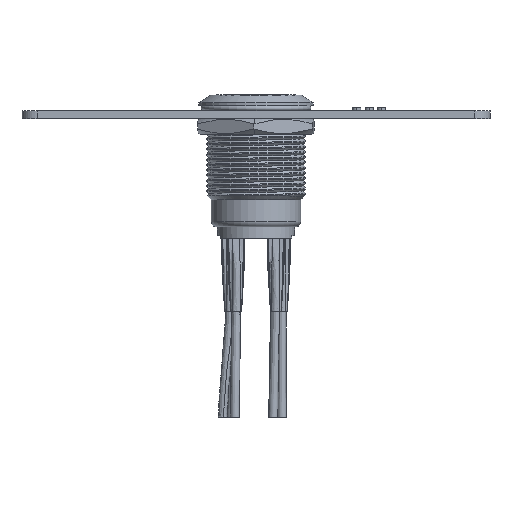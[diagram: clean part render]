
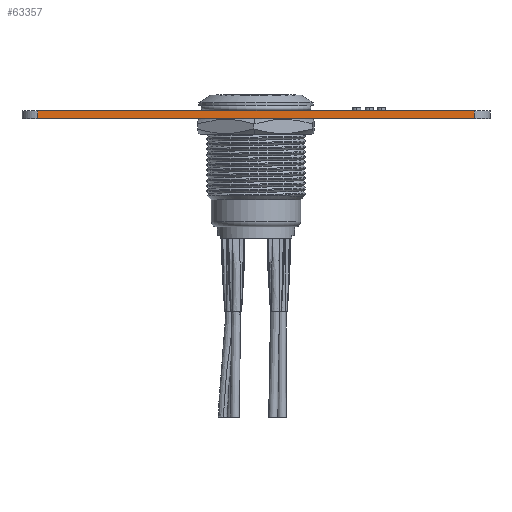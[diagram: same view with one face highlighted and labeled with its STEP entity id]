
A CAD part, left-side view. The second image highlights one B-rep face of the part: STEP entity #63357.
In plain terms, the highlighted planar face has unit normal (-1, 0, 0).
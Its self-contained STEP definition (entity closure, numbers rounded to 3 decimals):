
#1078 = ORIENTED_EDGE ( 'NONE', *, *, #64108, .F. ) ;
#4945 = PLANE ( 'NONE',  #20668 ) ;
#5383 = LINE ( 'NONE', #11578, #24789 ) ;
#5612 = CARTESIAN_POINT ( 'NONE',  ( -17.3, -41.8, 1.5 ) ) ;
#6950 = LINE ( 'NONE', #46641, #59485 ) ;
#8033 = VECTOR ( 'NONE', #57788, 1000. ) ;
#8922 = LINE ( 'NONE', #48605, #62475 ) ;
#10192 = DIRECTION ( 'NONE',  ( 0., 0., -1. ) ) ;
#11578 = CARTESIAN_POINT ( 'NONE',  ( -17.3, 41.8, 1.5 ) ) ;
#13584 = EDGE_LOOP ( 'NONE', ( #50858, #49815, #1078, #60472 ) ) ;
#15870 = DIRECTION ( 'NONE',  ( 0., 0., -1. ) ) ;
#16713 = VERTEX_POINT ( 'NONE', #5612 ) ;
#18386 = CARTESIAN_POINT ( 'NONE',  ( -17.3, 44.8, 0. ) ) ;
#20264 = CARTESIAN_POINT ( 'NONE',  ( -17.3, 41.8, 0. ) ) ;
#20668 = AXIS2_PLACEMENT_3D ( 'NONE', #30523, #34461, #10192 ) ;
#24789 = VECTOR ( 'NONE', #15870, 1000. ) ;
#26415 = VERTEX_POINT ( 'NONE', #31469 ) ;
#27583 = DIRECTION ( 'NONE',  ( 0., -1., 0. ) ) ;
#28120 = VERTEX_POINT ( 'NONE', #20264 ) ;
#29734 = EDGE_CURVE ( 'NONE', #28120, #26415, #58771, .T. ) ;
#30523 = CARTESIAN_POINT ( 'NONE',  ( -17.3, 44.8, 1.5 ) ) ;
#31469 = CARTESIAN_POINT ( 'NONE',  ( -17.3, -41.8, 0. ) ) ;
#33498 = DIRECTION ( 'NONE',  ( 0., 0., 1. ) ) ;
#34461 = DIRECTION ( 'NONE',  ( 1., 0., 0. ) ) ;
#36961 = EDGE_CURVE ( 'NONE', #26415, #16713, #8922, .T. ) ;
#37401 = EDGE_CURVE ( 'NONE', #62843, #28120, #5383, .T. ) ;
#40374 = FACE_OUTER_BOUND ( 'NONE', #13584, .T. ) ;
#46641 = CARTESIAN_POINT ( 'NONE',  ( -17.3, 44.8, 1.5 ) ) ;
#48605 = CARTESIAN_POINT ( 'NONE',  ( -17.3, -41.8, 1.5 ) ) ;
#49815 = ORIENTED_EDGE ( 'NONE', *, *, #36961, .T. ) ;
#50858 = ORIENTED_EDGE ( 'NONE', *, *, #29734, .T. ) ;
#57788 = DIRECTION ( 'NONE',  ( 0., -1., 0. ) ) ;
#58771 = LINE ( 'NONE', #18386, #8033 ) ;
#59485 = VECTOR ( 'NONE', #27583, 1000. ) ;
#60472 = ORIENTED_EDGE ( 'NONE', *, *, #37401, .T. ) ;
#61469 = CARTESIAN_POINT ( 'NONE',  ( -17.3, 41.8, 1.5 ) ) ;
#62475 = VECTOR ( 'NONE', #33498, 1000. ) ;
#62843 = VERTEX_POINT ( 'NONE', #61469 ) ;
#63357 = ADVANCED_FACE ( 'NONE', ( #40374 ), #4945, .F. ) ;
#64108 = EDGE_CURVE ( 'NONE', #62843, #16713, #6950, .T. ) ;
